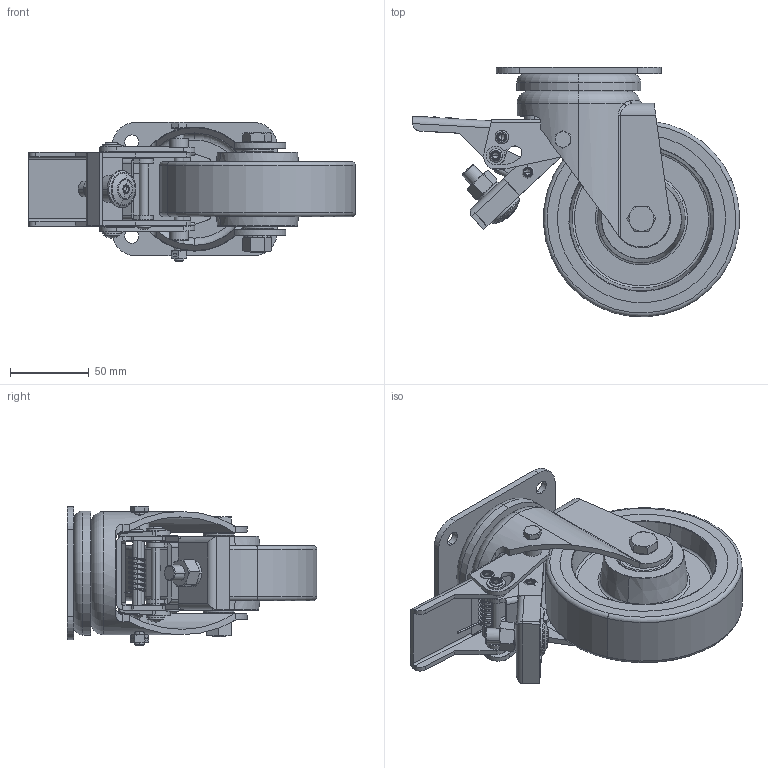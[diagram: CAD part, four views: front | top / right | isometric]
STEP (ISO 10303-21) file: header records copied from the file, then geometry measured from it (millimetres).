
FILE_DESCRIPTION (( 'STEP AP214' ), '1' );
FILE_NAME ('0012032.step', '2021-01-15T11:46:17', ( '' ), ( '' ), 'SwSTEP 2.0', 'SolidWorks 2018', '' );
FILE_SCHEMA (( 'AUTOMOTIVE_DESIGN' ));
Length unit declared in the file: millimetre
Products named in the file (1): 0012032
Bounding box: 208.19 x 158.89 x 89 mm (x, y, z)
Surface area: 211915.2 mm2 (no closed solid volume)
Topology: 0 solids, 41 shells, 906 faces, 2176 edges, 1331 vertices
Faces by surface type: plane 290, cylinder 282, cone 181, torus 81, bspline 71, sphere 1
Entity records: 42235 total; most frequent: CARTESIAN_POINT 11368, DIRECTION 4381, ORIENTED_EDGE 4264, EDGE_CURVE 2132, AXIS2_PLACEMENT_3D 1771, VERTEX_POINT 1331, EDGE_LOOP 1037, CIRCLE 935
